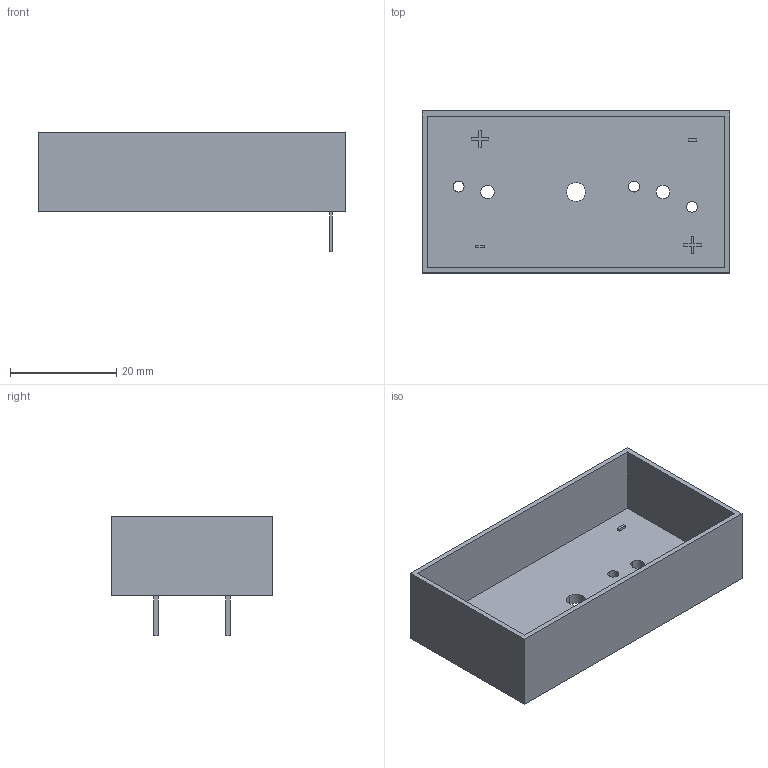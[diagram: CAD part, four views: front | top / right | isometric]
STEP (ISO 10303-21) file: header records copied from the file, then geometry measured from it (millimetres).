
FILE_DESCRIPTION(('FreeCAD Model'),'2;1');
FILE_NAME('BC2AAPC_1.step','2018-09-23T16:20:16',('Author'),(''), 'Open CASCADE STEP processor 7.3','FreeCAD','Unknown');
FILE_SCHEMA(('AUTOMOTIVE_DESIGN { 1 0 10303 214 1 1 1 1 }'));
Length unit declared in the file: millimetre
Products named in the file (5): Cut; Extrude003; Extrude002; Extrude001; Extrude004
Bounding box: 57.91 x 30.48 x 22.49 mm (x, y, z)
Volume: 5680.5 mm3; surface area: 8487.5 mm2
Topology: 5 solids, 5 shells, 73 faces, 180 edges, 120 vertices
Faces by surface type: plane 61, cylinder 12
Entity records: 2256 total; most frequent: CARTESIAN_POINT 374, ORIENTED_EDGE 360, DIRECTION 352, EDGE_CURVE 180, LINE 156, VECTOR 156, VERTEX_POINT 120, AXIS2_PLACEMENT_3D 98
